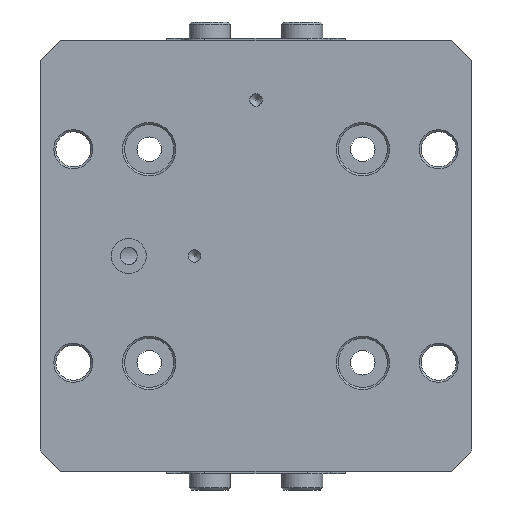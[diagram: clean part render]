
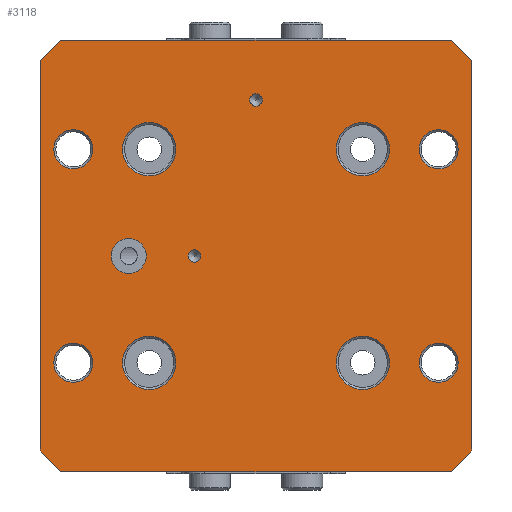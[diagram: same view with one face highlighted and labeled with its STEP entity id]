
A CAD part, left-side view. The second image highlights one B-rep face of the part: STEP entity #3118.
In plain terms, the highlighted face is planar.
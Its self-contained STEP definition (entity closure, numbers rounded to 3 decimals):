
#3118=ADVANCED_FACE('',(#9945,#9946,#9947,#9948,#9949,#9950,#9951,#9952,
#9953,#9954,#9955,#9956),#4216,.T.);
#4216=PLANE('',#25189);
#6713=LINE('',#40315,#9387);
#6714=LINE('',#40318,#9388);
#6715=LINE('',#40320,#9389);
#6716=LINE('',#40322,#9390);
#6717=LINE('',#40324,#9391);
#6718=LINE('',#40326,#9392);
#6719=LINE('',#40328,#9393);
#6720=LINE('',#40330,#9394);
#9387=VECTOR('',#30578,1.);
#9388=VECTOR('',#30579,1.);
#9389=VECTOR('',#30580,1.);
#9390=VECTOR('',#30581,1.);
#9391=VECTOR('',#30582,1.);
#9392=VECTOR('',#30583,1.);
#9393=VECTOR('',#30584,1.);
#9394=VECTOR('',#30585,1.);
#9945=FACE_BOUND('',#11599,.T.);
#9946=FACE_BOUND('',#11600,.T.);
#9947=FACE_BOUND('',#11601,.T.);
#9948=FACE_BOUND('',#11602,.T.);
#9949=FACE_BOUND('',#11603,.T.);
#9950=FACE_BOUND('',#11604,.T.);
#9951=FACE_BOUND('',#11605,.T.);
#9952=FACE_BOUND('',#11606,.T.);
#9953=FACE_BOUND('',#11607,.T.);
#9954=FACE_BOUND('',#11608,.T.);
#9955=FACE_BOUND('',#11609,.T.);
#9956=FACE_BOUND('',#11610,.T.);
#11599=EDGE_LOOP('',(#17655));
#11600=EDGE_LOOP('',(#17656));
#11601=EDGE_LOOP('',(#17657));
#11602=EDGE_LOOP('',(#17658));
#11603=EDGE_LOOP('',(#17659));
#11604=EDGE_LOOP('',(#17660));
#11605=EDGE_LOOP('',(#17661));
#11606=EDGE_LOOP('',(#17662));
#11607=EDGE_LOOP('',(#17663));
#11608=EDGE_LOOP('',(#17664));
#11609=EDGE_LOOP('',(#17665));
#11610=EDGE_LOOP('',(#17666,#17667,#17668,#17669,#17670,#17671,#17672,#17673));
#17655=ORIENTED_EDGE('',*,*,#23329,.F.);
#17656=ORIENTED_EDGE('',*,*,#23330,.F.);
#17657=ORIENTED_EDGE('',*,*,#23331,.T.);
#17658=ORIENTED_EDGE('',*,*,#23332,.T.);
#17659=ORIENTED_EDGE('',*,*,#23333,.T.);
#17660=ORIENTED_EDGE('',*,*,#23334,.T.);
#17661=ORIENTED_EDGE('',*,*,#23335,.T.);
#17662=ORIENTED_EDGE('',*,*,#23336,.T.);
#17663=ORIENTED_EDGE('',*,*,#23337,.T.);
#17664=ORIENTED_EDGE('',*,*,#23338,.T.);
#17665=ORIENTED_EDGE('',*,*,#23339,.T.);
#17666=ORIENTED_EDGE('',*,*,#23340,.F.);
#17667=ORIENTED_EDGE('',*,*,#23341,.T.);
#17668=ORIENTED_EDGE('',*,*,#23342,.F.);
#17669=ORIENTED_EDGE('',*,*,#23343,.T.);
#17670=ORIENTED_EDGE('',*,*,#23344,.F.);
#17671=ORIENTED_EDGE('',*,*,#23345,.T.);
#17672=ORIENTED_EDGE('',*,*,#23346,.F.);
#17673=ORIENTED_EDGE('',*,*,#23347,.T.);
#20221=VERTEX_POINT('',#40294);
#20222=VERTEX_POINT('',#40296);
#20223=VERTEX_POINT('',#40298);
#20224=VERTEX_POINT('',#40300);
#20225=VERTEX_POINT('',#40302);
#20226=VERTEX_POINT('',#40304);
#20227=VERTEX_POINT('',#40306);
#20228=VERTEX_POINT('',#40308);
#20229=VERTEX_POINT('',#40310);
#20230=VERTEX_POINT('',#40312);
#20231=VERTEX_POINT('',#40314);
#20232=VERTEX_POINT('',#40316);
#20233=VERTEX_POINT('',#40317);
#20234=VERTEX_POINT('',#40319);
#20235=VERTEX_POINT('',#40321);
#20236=VERTEX_POINT('',#40323);
#20237=VERTEX_POINT('',#40325);
#20238=VERTEX_POINT('',#40327);
#20239=VERTEX_POINT('',#40329);
#23329=EDGE_CURVE('',#20221,#20221,#23785,.T.);
#23330=EDGE_CURVE('',#20222,#20222,#23786,.T.);
#23331=EDGE_CURVE('',#20223,#20223,#23787,.T.);
#23332=EDGE_CURVE('',#20224,#20224,#23788,.T.);
#23333=EDGE_CURVE('',#20225,#20225,#23789,.T.);
#23334=EDGE_CURVE('',#20226,#20226,#23790,.T.);
#23335=EDGE_CURVE('',#20227,#20227,#23791,.T.);
#23336=EDGE_CURVE('',#20228,#20228,#23792,.T.);
#23337=EDGE_CURVE('',#20229,#20229,#23793,.T.);
#23338=EDGE_CURVE('',#20230,#20230,#23794,.T.);
#23339=EDGE_CURVE('',#20231,#20231,#23795,.T.);
#23340=EDGE_CURVE('',#20232,#20233,#6713,.T.);
#23341=EDGE_CURVE('',#20232,#20234,#6714,.T.);
#23342=EDGE_CURVE('',#20235,#20234,#6715,.T.);
#23343=EDGE_CURVE('',#20235,#20236,#6716,.T.);
#23344=EDGE_CURVE('',#20237,#20236,#6717,.T.);
#23345=EDGE_CURVE('',#20237,#20238,#6718,.T.);
#23346=EDGE_CURVE('',#20239,#20238,#6719,.T.);
#23347=EDGE_CURVE('',#20239,#20233,#6720,.T.);
#23785=CIRCLE('',#25178,1.5);
#23786=CIRCLE('',#25179,1.5);
#23787=CIRCLE('',#25180,4.75);
#23788=CIRCLE('',#25181,4.75);
#23789=CIRCLE('',#25182,4.75);
#23790=CIRCLE('',#25183,4.75);
#23791=CIRCLE('',#25184,6.5);
#23792=CIRCLE('',#25185,6.5);
#23793=CIRCLE('',#25186,6.5);
#23794=CIRCLE('',#25187,6.5);
#23795=CIRCLE('',#25188,4.25);
#25178=AXIS2_PLACEMENT_3D('',#40293,#30556,#30557);
#25179=AXIS2_PLACEMENT_3D('',#40295,#30558,#30559);
#25180=AXIS2_PLACEMENT_3D('',#40297,#30560,#30561);
#25181=AXIS2_PLACEMENT_3D('',#40299,#30562,#30563);
#25182=AXIS2_PLACEMENT_3D('',#40301,#30564,#30565);
#25183=AXIS2_PLACEMENT_3D('',#40303,#30566,#30567);
#25184=AXIS2_PLACEMENT_3D('',#40305,#30568,#30569);
#25185=AXIS2_PLACEMENT_3D('',#40307,#30570,#30571);
#25186=AXIS2_PLACEMENT_3D('',#40309,#30572,#30573);
#25187=AXIS2_PLACEMENT_3D('',#40311,#30574,#30575);
#25188=AXIS2_PLACEMENT_3D('',#40313,#30576,#30577);
#25189=AXIS2_PLACEMENT_3D('',#40331,#30586,#30587);
#30556=DIRECTION('',(0.,-1.,0.));
#30557=DIRECTION('',(0.,0.,-1.));
#30558=DIRECTION('',(0.,-1.,0.));
#30559=DIRECTION('',(0.,0.,-1.));
#30560=DIRECTION('',(0.,1.,0.));
#30561=DIRECTION('',(0.,0.,1.));
#30562=DIRECTION('',(0.,1.,0.));
#30563=DIRECTION('',(0.,0.,1.));
#30564=DIRECTION('',(0.,1.,0.));
#30565=DIRECTION('',(0.,0.,1.));
#30566=DIRECTION('',(0.,1.,0.));
#30567=DIRECTION('',(0.,0.,1.));
#30568=DIRECTION('',(0.,1.,0.));
#30569=DIRECTION('',(0.,0.,1.));
#30570=DIRECTION('',(0.,1.,0.));
#30571=DIRECTION('',(0.,0.,1.));
#30572=DIRECTION('',(0.,1.,0.));
#30573=DIRECTION('',(0.,0.,1.));
#30574=DIRECTION('',(0.,1.,0.));
#30575=DIRECTION('',(0.,0.,1.));
#30576=DIRECTION('',(0.,1.,0.));
#30577=DIRECTION('',(0.,0.,-1.));
#30578=DIRECTION('',(0.,0.,1.));
#30579=DIRECTION('',(0.707,0.,-0.707));
#30580=DIRECTION('',(-1.,0.,0.));
#30581=DIRECTION('',(0.707,0.,0.707));
#30582=DIRECTION('',(0.,0.,-1.));
#30583=DIRECTION('',(-0.707,0.,0.707));
#30584=DIRECTION('',(1.,0.,0.));
#30585=DIRECTION('',(-0.707,0.,-0.707));
#30586=DIRECTION('',(0.,-1.,0.));
#30587=DIRECTION('',(0.,0.,1.));
#40293=CARTESIAN_POINT('',(35.5,-249.2,-412.5));
#40294=CARTESIAN_POINT('',(35.5,-249.2,-414.));
#40295=CARTESIAN_POINT('',(20.5,-249.2,-450.5));
#40296=CARTESIAN_POINT('',(20.5,-249.2,-452.));
#40297=CARTESIAN_POINT('',(65.,-249.2,-438.5));
#40298=CARTESIAN_POINT('',(65.,-249.2,-433.75));
#40299=CARTESIAN_POINT('',(65.,-249.2,-386.5));
#40300=CARTESIAN_POINT('',(65.,-249.2,-381.75));
#40301=CARTESIAN_POINT('',(-24.,-249.2,-386.5));
#40302=CARTESIAN_POINT('',(-24.,-249.2,-381.75));
#40303=CARTESIAN_POINT('',(-24.,-249.2,-438.5));
#40304=CARTESIAN_POINT('',(-24.,-249.2,-433.75));
#40305=CARTESIAN_POINT('',(46.5,-249.2,-438.5));
#40306=CARTESIAN_POINT('',(46.5,-249.2,-432.));
#40307=CARTESIAN_POINT('',(-5.5,-249.2,-438.5));
#40308=CARTESIAN_POINT('',(-5.5,-249.2,-432.));
#40309=CARTESIAN_POINT('',(-5.5,-249.2,-386.5));
#40310=CARTESIAN_POINT('',(-5.5,-249.2,-380.));
#40311=CARTESIAN_POINT('',(46.5,-249.2,-386.5));
#40312=CARTESIAN_POINT('',(46.5,-249.2,-380.));
#40313=CARTESIAN_POINT('',(51.5,-249.2,-412.5));
#40314=CARTESIAN_POINT('',(51.5,-249.2,-416.75));
#40315=CARTESIAN_POINT('',(-32.,-249.2,-412.5));
#40316=CARTESIAN_POINT('',(-32.,-249.2,-460.));
#40317=CARTESIAN_POINT('',(-32.,-249.2,-365.));
#40318=CARTESIAN_POINT('',(-30.75,-249.2,-461.25));
#40319=CARTESIAN_POINT('',(-27.,-249.2,-465.));
#40320=CARTESIAN_POINT('',(20.5,-249.2,-465.));
#40321=CARTESIAN_POINT('',(68.,-249.2,-465.));
#40322=CARTESIAN_POINT('',(71.75,-249.2,-461.25));
#40323=CARTESIAN_POINT('',(73.,-249.2,-460.));
#40324=CARTESIAN_POINT('',(73.,-249.2,-412.5));
#40325=CARTESIAN_POINT('',(73.,-249.2,-365.));
#40326=CARTESIAN_POINT('',(71.75,-249.2,-363.75));
#40327=CARTESIAN_POINT('',(68.,-249.2,-360.));
#40328=CARTESIAN_POINT('',(20.5,-249.2,-360.));
#40329=CARTESIAN_POINT('',(-27.,-249.2,-360.));
#40330=CARTESIAN_POINT('',(-30.75,-249.2,-363.75));
#40331=CARTESIAN_POINT('',(20.5,-249.2,-412.5));
